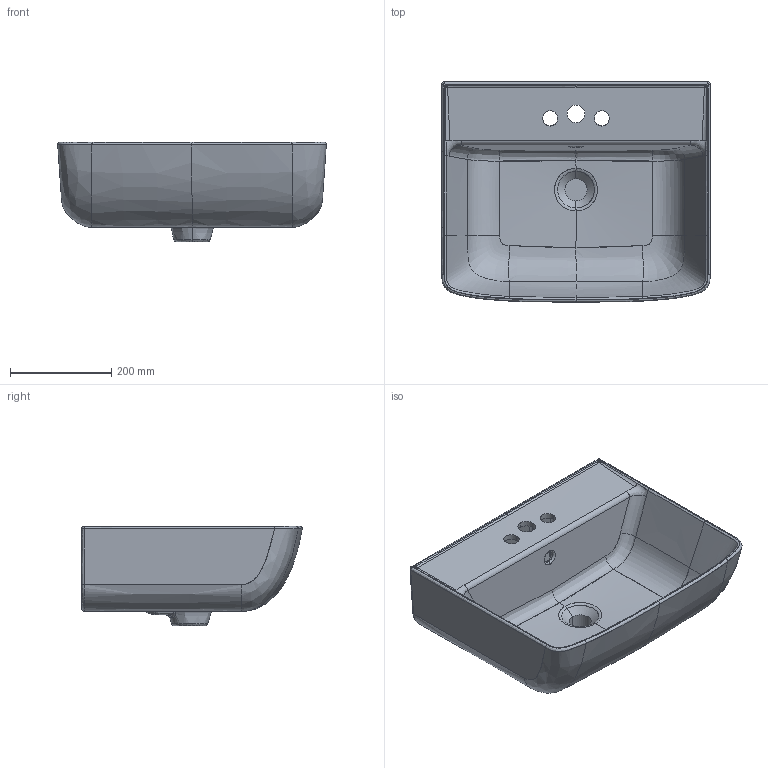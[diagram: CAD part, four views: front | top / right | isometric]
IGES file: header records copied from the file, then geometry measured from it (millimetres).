
Start section:  PTC IGES file: L-312.igs
Global section: file name: L-312.igs; native system: Creo Parametric by PTC Inc.; preprocessor: 2019224; author: 10127982; organization: Unknown; date: 20201112.085135; units: millimetre
Bounding box: 530.23 x 435.24 x 196.31 mm (x, y, z)
Surface area: 889643 mm2 (no closed solid volume)
Topology: 0 solids, 0 shells, 232 faces, 1092 edges, 1086 vertices
Faces by surface type: bspline 142, revolution 88, extrusion 2
